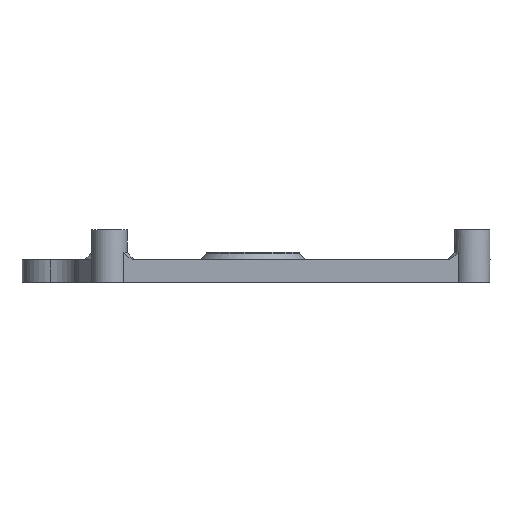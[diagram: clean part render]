
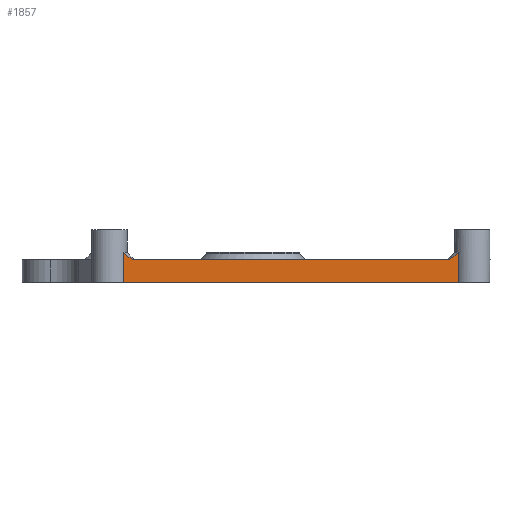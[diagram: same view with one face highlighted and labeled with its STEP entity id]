
A CAD part, left-side view. The second image highlights one B-rep face of the part: STEP entity #1857.
In plain terms, the highlighted planar face has unit normal (-1, 0, 0).
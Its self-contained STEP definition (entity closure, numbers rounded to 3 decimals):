
#29=B_SPLINE_CURVE_WITH_KNOTS('',3,(#2897,#2898,#2899,#2900,#2901,#2902,
#2903,#2904,#2905,#2906,#2907,#2908,#2909,#2910,#2911,#2912,#2913,#2914,
#2915),.UNSPECIFIED.,.F.,.F.,(4,3,3,3,3,3,4),(0.,0.025,0.051,
0.078,0.106,0.136,0.155),
 .UNSPECIFIED.);
#64=(
BOUNDED_CURVE()
B_SPLINE_CURVE(2,(#3440,#3441,#3442),.UNSPECIFIED.,.F.,.F.)
B_SPLINE_CURVE_WITH_KNOTS((3,3),(0.,0.155),.UNSPECIFIED.)
CURVE()
GEOMETRIC_REPRESENTATION_ITEM()
RATIONAL_B_SPLINE_CURVE((1.,1.021,1.))
REPRESENTATION_ITEM('')
);
#140=PLANE('',#2038);
#222=FACE_OUTER_BOUND('',#336,.T.);
#336=EDGE_LOOP('',(#1681,#1682,#1683,#1684,#1685,#1686));
#366=LINE('',#2632,#528);
#402=LINE('',#2744,#564);
#466=LINE('',#2895,#628);
#508=LINE('',#3443,#670);
#528=VECTOR('',#2099,10.);
#564=VECTOR('',#2183,10.);
#628=VECTOR('',#2333,10.);
#670=VECTOR('',#2521,10.);
#772=VERTEX_POINT('',#2629);
#773=VERTEX_POINT('',#2631);
#824=VERTEX_POINT('',#2741);
#825=VERTEX_POINT('',#2743);
#866=VERTEX_POINT('',#2893);
#925=VERTEX_POINT('',#3439);
#954=EDGE_CURVE('',#773,#772,#366,.F.);
#1010=EDGE_CURVE('',#824,#825,#402,.T.);
#1086=EDGE_CURVE('',#772,#866,#466,.T.);
#1087=EDGE_CURVE('',#825,#866,#29,.T.);
#1184=EDGE_CURVE('',#925,#824,#64,.T.);
#1185=EDGE_CURVE('',#773,#925,#508,.F.);
#1681=ORIENTED_EDGE('',*,*,#1010,.F.);
#1682=ORIENTED_EDGE('',*,*,#1184,.F.);
#1683=ORIENTED_EDGE('',*,*,#1185,.F.);
#1684=ORIENTED_EDGE('',*,*,#954,.T.);
#1685=ORIENTED_EDGE('',*,*,#1086,.T.);
#1686=ORIENTED_EDGE('',*,*,#1087,.F.);
#1857=ADVANCED_FACE('',(#222),#140,.T.);
#2038=AXIS2_PLACEMENT_3D('',#3438,#2519,#2520);
#2099=DIRECTION('',(0.,1.,0.));
#2183=DIRECTION('',(0.,-1.,0.));
#2333=DIRECTION('',(0.,0.,1.));
#2519=DIRECTION('center_axis',(-1.,0.,0.));
#2520=DIRECTION('ref_axis',(0.,-1.,0.));
#2521=DIRECTION('',(0.,0.,-1.));
#2629=CARTESIAN_POINT('',(219.981,-49.614,115.));
#2631=CARTESIAN_POINT('',(219.981,-4.303,115.));
#2632=CARTESIAN_POINT('',(219.981,-16.008,115.));
#2741=CARTESIAN_POINT('',(219.981,-5.477,118.056));
#2743=CARTESIAN_POINT('',(219.981,-48.44,118.056));
#2744=CARTESIAN_POINT('',(219.981,-15.708,118.056));
#2893=CARTESIAN_POINT('',(219.981,-49.614,119.061));
#2895=CARTESIAN_POINT('',(219.981,-49.614,119.287));
#2897=CARTESIAN_POINT('Ctrl Pts',(219.981,-48.44,118.056));
#2898=CARTESIAN_POINT('Ctrl Pts',(219.981,-48.515,118.124));
#2899=CARTESIAN_POINT('Ctrl Pts',(219.981,-48.588,118.19));
#2900=CARTESIAN_POINT('Ctrl Pts',(219.981,-48.659,118.252));
#2901=CARTESIAN_POINT('Ctrl Pts',(219.981,-48.732,118.318));
#2902=CARTESIAN_POINT('Ctrl Pts',(219.981,-48.803,118.38));
#2903=CARTESIAN_POINT('Ctrl Pts',(219.981,-48.872,118.44));
#2904=CARTESIAN_POINT('Ctrl Pts',(219.981,-48.945,118.504));
#2905=CARTESIAN_POINT('Ctrl Pts',(219.981,-49.016,118.565));
#2906=CARTESIAN_POINT('Ctrl Pts',(219.981,-49.085,118.624));
#2907=CARTESIAN_POINT('Ctrl Pts',(219.981,-49.156,118.685));
#2908=CARTESIAN_POINT('Ctrl Pts',(219.981,-49.224,118.742));
#2909=CARTESIAN_POINT('Ctrl Pts',(219.981,-49.291,118.798));
#2910=CARTESIAN_POINT('Ctrl Pts',(219.981,-49.361,118.856));
#2911=CARTESIAN_POINT('Ctrl Pts',(219.981,-49.429,118.912));
#2912=CARTESIAN_POINT('Ctrl Pts',(219.981,-49.495,118.965));
#2913=CARTESIAN_POINT('Ctrl Pts',(219.981,-49.535,118.998));
#2914=CARTESIAN_POINT('Ctrl Pts',(219.981,-49.575,119.03));
#2915=CARTESIAN_POINT('Ctrl Pts',(219.981,-49.614,119.061));
#3438=CARTESIAN_POINT('Origin',(219.981,-4.908,115.));
#3439=CARTESIAN_POINT('',(219.981,-4.303,119.061));
#3440=CARTESIAN_POINT('Ctrl Pts',(219.981,-4.303,119.061));
#3441=CARTESIAN_POINT('Ctrl Pts',(219.981,-4.788,118.677));
#3442=CARTESIAN_POINT('Ctrl Pts',(219.981,-5.477,118.056));
#3443=CARTESIAN_POINT('',(219.981,-4.303,119.287));
